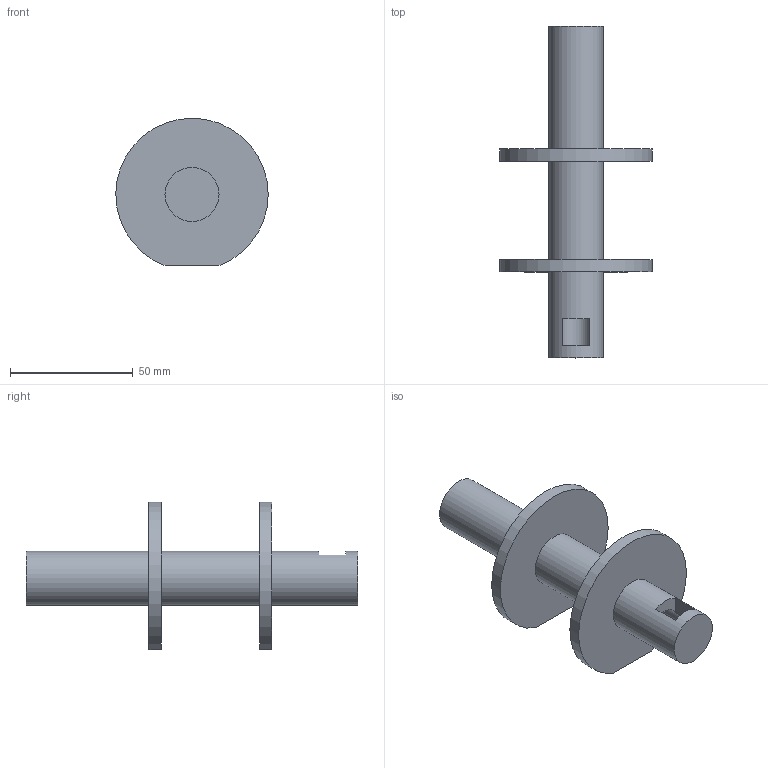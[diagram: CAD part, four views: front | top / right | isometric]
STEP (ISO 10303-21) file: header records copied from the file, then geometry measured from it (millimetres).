
FILE_DESCRIPTION(('FreeCAD Model'),'2;1');
FILE_NAME('Open CASCADE Shape Model','2025-06-20T14:28:52',(''),(''), 'Open CASCADE STEP processor 7.8','FreeCAD','Unknown');
FILE_SCHEMA(('AUTOMOTIVE_DESIGN { 1 0 10303 214 1 1 1 1 }'));
Length unit declared in the file: millimetre
Products named in the file (1): rail
Bounding box: 62 x 135 x 60 mm (x, y, z)
Volume: 62041.6 mm3; surface area: 26680.3 mm2
Topology: 1 solids, 1 shells, 18 faces, 41 edges, 29 vertices
Faces by surface type: plane 12, cylinder 6
Full cylindrical faces by diameter (mm): 12 x1, 22 x3
Entity records: 550 total; most frequent: DIRECTION 98, CARTESIAN_POINT 91, ORIENTED_EDGE 82, EDGE_CURVE 41, AXIS2_PLACEMENT_3D 40, VERTEX_POINT 29, FACE_BOUND 24, EDGE_LOOP 24
